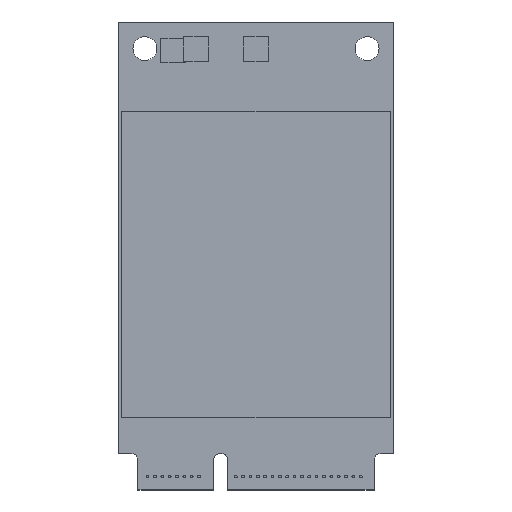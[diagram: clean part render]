
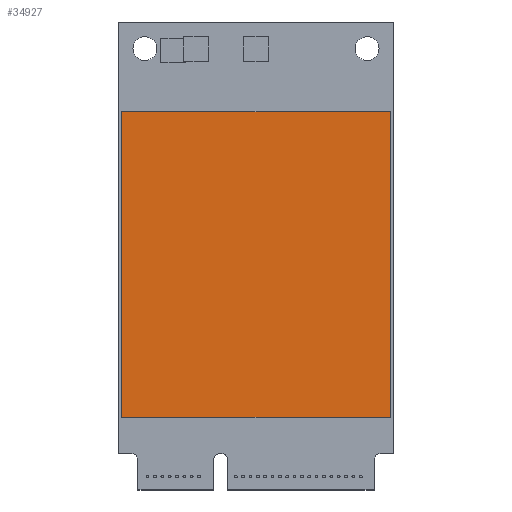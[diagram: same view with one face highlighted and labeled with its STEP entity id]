
A CAD part, top view. The second image highlights one B-rep face of the part: STEP entity #34927.
In plain terms, the highlighted planar face has unit normal (0, 0, 1).
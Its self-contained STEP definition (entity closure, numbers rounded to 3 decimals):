
#540 = DIRECTION ( 'NONE',  ( 0., 0., -1. ) ) ;
#595 = VECTOR ( 'NONE', #1164, 1000. ) ;
#686 = DIRECTION ( 'NONE',  ( 0., 1., 0. ) ) ;
#1164 = DIRECTION ( 'NONE',  ( -1., 0., 0. ) ) ;
#2115 = CARTESIAN_POINT ( 'NONE',  ( 29.625, 7.9, 3.2 ) ) ;
#3458 = AXIS2_PLACEMENT_3D ( 'NONE', #6494, #540, #28635 ) ;
#3648 = EDGE_CURVE ( 'NONE', #3651, #35173, #11437, .T. ) ;
#3651 = VERTEX_POINT ( 'NONE', #15456 ) ;
#4147 = LINE ( 'NONE', #29539, #11562 ) ;
#6494 = CARTESIAN_POINT ( 'NONE',  ( 29.625, 41.15, 3.2 ) ) ;
#6795 = CARTESIAN_POINT ( 'NONE',  ( 0.375, 7.9, 3.2 ) ) ;
#6936 = CARTESIAN_POINT ( 'NONE',  ( 0.375, 41.15, 3.2 ) ) ;
#7339 = CARTESIAN_POINT ( 'NONE',  ( 29.625, 41.15, 3.2 ) ) ;
#9589 = CARTESIAN_POINT ( 'NONE',  ( 29.625, 41.15, 3.2 ) ) ;
#11437 = LINE ( 'NONE', #6795, #11866 ) ;
#11562 = VECTOR ( 'NONE', #686, 1000. ) ;
#11866 = VECTOR ( 'NONE', #35040, 1000. ) ;
#12047 = PLANE ( 'NONE',  #3458 ) ;
#13106 = CARTESIAN_POINT ( 'NONE',  ( 0.375, 41.15, 3.2 ) ) ;
#15456 = CARTESIAN_POINT ( 'NONE',  ( 0.375, 7.9, 3.2 ) ) ;
#16755 = FACE_OUTER_BOUND ( 'NONE', #35059, .T. ) ;
#20151 = VECTOR ( 'NONE', #26617, 1000. ) ;
#20599 = LINE ( 'NONE', #6936, #20151 ) ;
#21501 = EDGE_CURVE ( 'NONE', #35173, #25891, #4147, .T. ) ;
#22448 = EDGE_CURVE ( 'NONE', #32742, #3651, #20599, .T. ) ;
#25891 = VERTEX_POINT ( 'NONE', #7339 ) ;
#26617 = DIRECTION ( 'NONE',  ( 0., -1., 0. ) ) ;
#27384 = ORIENTED_EDGE ( 'NONE', *, *, #30103, .T. ) ;
#28141 = ORIENTED_EDGE ( 'NONE', *, *, #3648, .T. ) ;
#28635 = DIRECTION ( 'NONE',  ( -1., 0., 0. ) ) ;
#29431 = ORIENTED_EDGE ( 'NONE', *, *, #21501, .T. ) ;
#29539 = CARTESIAN_POINT ( 'NONE',  ( 29.625, 7.9, 3.2 ) ) ;
#30103 = EDGE_CURVE ( 'NONE', #25891, #32742, #35628, .T. ) ;
#32742 = VERTEX_POINT ( 'NONE', #13106 ) ;
#34197 = ORIENTED_EDGE ( 'NONE', *, *, #22448, .T. ) ;
#34927 = ADVANCED_FACE ( 'NONE', ( #16755 ), #12047, .F. ) ;
#35040 = DIRECTION ( 'NONE',  ( 1., 0., 0. ) ) ;
#35059 = EDGE_LOOP ( 'NONE', ( #34197, #28141, #29431, #27384 ) ) ;
#35173 = VERTEX_POINT ( 'NONE', #2115 ) ;
#35628 = LINE ( 'NONE', #9589, #595 ) ;
